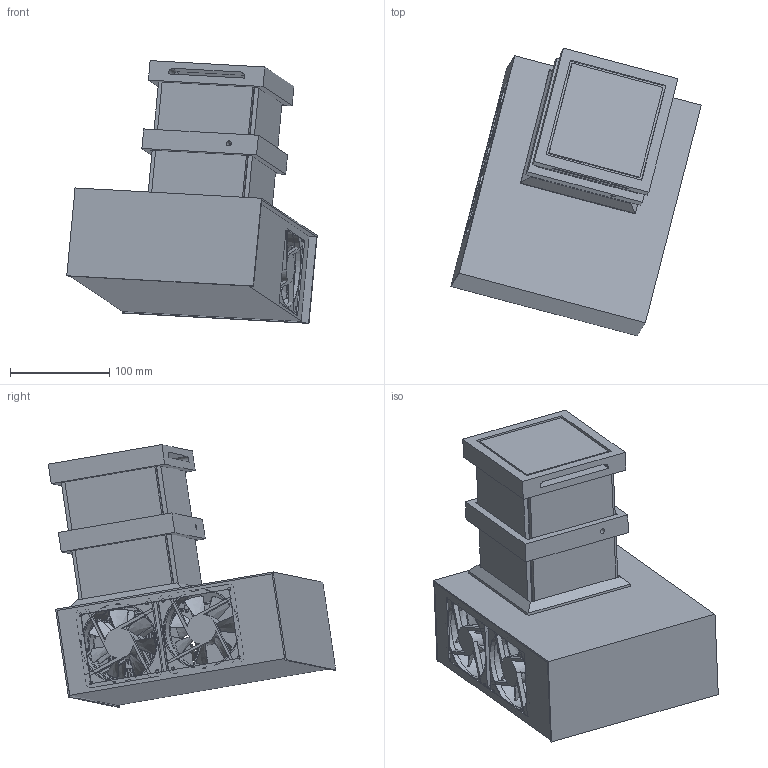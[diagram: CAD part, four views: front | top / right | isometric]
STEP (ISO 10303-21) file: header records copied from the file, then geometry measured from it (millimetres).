
FILE_DESCRIPTION(/* description */ (''),/* implementation_level */ '2;1');
FILE_NAME(/* name */ 'Armado.stp',/* time_stamp */ '2021-04-10T22:14:33-06:00',/* author */ ('sawer'),/* organization */ (''),/* preprocessor_version */ 'ST-DEVELOPER v16.13',/* originating_system */ 'Autodesk Inventor 2018',/* authorisation */ '');
FILE_SCHEMA (('AUTOMOTIVE_DESIGN { 1 0 10303 214 3 1 1 }'));
Length unit declared in the file: millimetre
Products named in the file (12): Armado; Base; Tapadera; Peltier; Disipador; Suujetador de Peltiers; BaseVidrio; MallaVidrio; glass; TapaderaVidrio; glassUp; fan
Assembly tree (22 placements, depth 2):
  Armado
    Base
    Tapadera
    Peltier  x2
    Disipador
    Suujetador de Peltiers
    BaseVidrio
    glass  x8
    MallaVidrio
    TapaderaVidrio
    glassUp
    fan  x4
Bounding box: 252.88 x 290.23 x 265.28 mm (x, y, z)
Volume: 1097704 mm3; surface area: 909909.5 mm2
Topology: 34 solids, 34 shells, 1158 faces, 3432 edges, 2236 vertices
Faces by surface type: plane 894, cylinder 204, bspline 56, sphere 4
Full cylindrical faces by diameter (mm): 3 x12, 3.5 x32, 5 x1, 30 x4, 78 x12, 80 x4
Entity records: 28100 total; most frequent: CARTESIAN_POINT 5520, ORIENTED_EDGE 4886, DIRECTION 4107, EDGE_CURVE 2438, LINE 2243, VECTOR 2243, VERTEX_POINT 1603, AXIS2_PLACEMENT_3D 932
